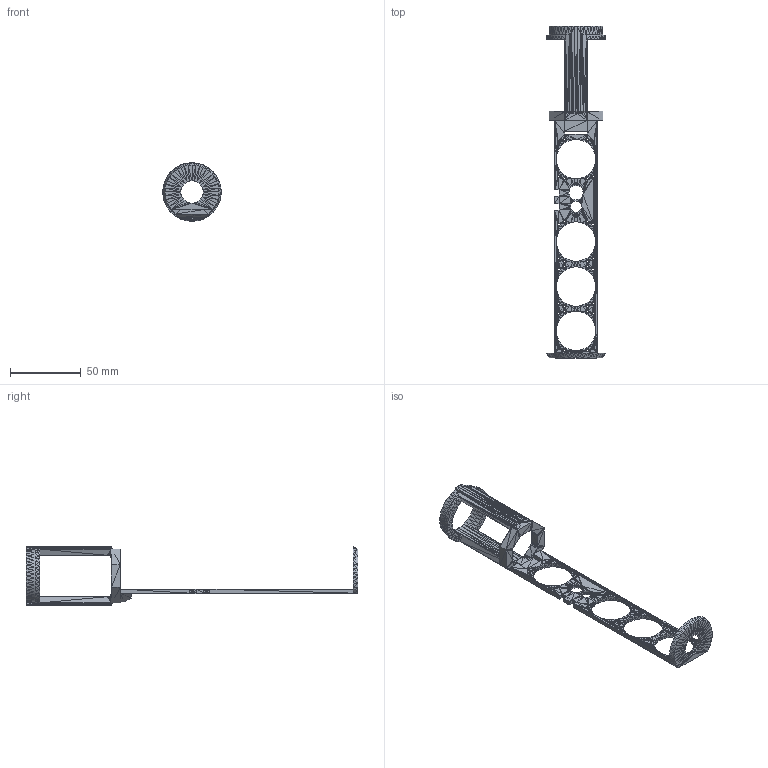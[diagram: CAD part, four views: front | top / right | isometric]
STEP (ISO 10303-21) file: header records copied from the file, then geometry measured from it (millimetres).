
FILE_DESCRIPTION(('FreeCAD Model'),'2;1');
FILE_NAME('Open CASCADE Shape Model','2024-02-22T12:44:27',( 'Luca Barion'),(''),'Open CASCADE STEP processor 7.6','FreeCAD', 'Unknown');
FILE_SCHEMA(('AUTOMOTIVE_DESIGN { 1 0 10303 214 1 1 1 1 }'));
Length unit declared in the file: millimetre
Products named in the file (3): Unnamed; ladderSupport001; ladder001
Assembly tree (2 placements, depth 2):
  Unnamed
    ladderSupport001
    ladder001
Bounding box: 41.29 x 234.8 x 41.27 mm (x, y, z)
Surface area: 19857.6 mm2 (no closed solid volume)
Topology: 0 solids, 7032 shells, 7032 faces, 21096 edges, 21096 vertices
Faces by surface type: plane 7032
Entity records: 450104 total; most frequent: CARTESIAN_POINT 70323, DIRECTION 56262, LINE 42192, VECTOR 42192, ORIENTED_EDGE 21096, EDGE_CURVE 21096, VERTEX_POINT 21096, SURFACE_CURVE 21096
